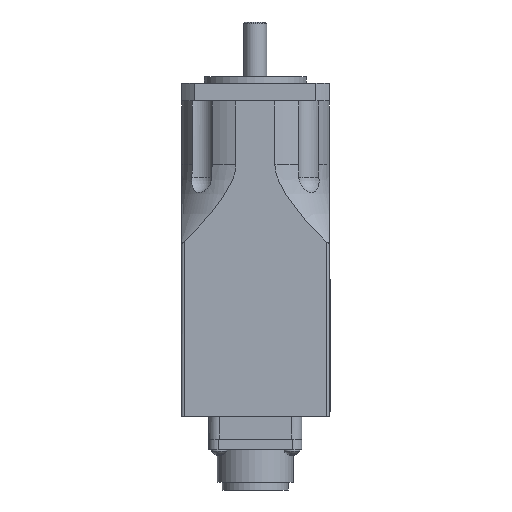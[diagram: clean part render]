
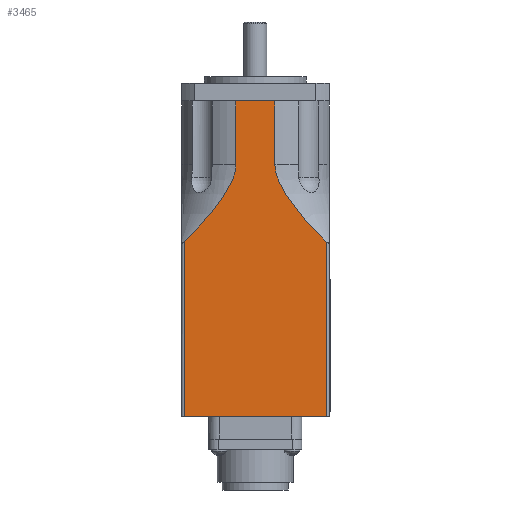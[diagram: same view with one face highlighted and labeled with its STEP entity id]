
A CAD part, front view. The second image highlights one B-rep face of the part: STEP entity #3465.
In plain terms, the highlighted planar face has unit normal (0, -1, 0).
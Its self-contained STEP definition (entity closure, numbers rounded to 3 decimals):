
#3222 = VERTEX_POINT ( 'NONE', #7527 ) ;
#3223 = VERTEX_POINT ( 'NONE', #7526 ) ;
#3232 = EDGE_CURVE ( 'NONE', #3326, #3332, #7750, .T. ) ;
#3312 = EDGE_CURVE ( 'NONE', #3223, #3222, #7786, .T. ) ;
#3326 = VERTEX_POINT ( 'NONE', #7718 ) ;
#3332 = VERTEX_POINT ( 'NONE', #7707 ) ;
#3454 = VERTEX_POINT ( 'NONE', #8253 ) ;
#3456 = EDGE_CURVE ( 'NONE', #3332, #3454, #8227, .T. ) ;
#3461 = EDGE_CURVE ( 'NONE', #3223, #3454, #8400, .T. ) ;
#3465 = ADVANCED_FACE ( 'NONE', ( #8396 ), #8395, .T. ) ;
#3466 = ORIENTED_EDGE ( 'NONE', *, *, #3494, .T. ) ;
#3467 = ORIENTED_EDGE ( 'NONE', *, *, #3468, .T. ) ;
#3468 = EDGE_CURVE ( 'NONE', #3492, #3469, #8321, .T. ) ;
#3469 = VERTEX_POINT ( 'NONE', #8322 ) ;
#3470 = ORIENTED_EDGE ( 'NONE', *, *, #3471, .T. ) ;
#3471 = EDGE_CURVE ( 'NONE', #3469, #3472, #8315, .T. ) ;
#3472 = VERTEX_POINT ( 'NONE', #8311 ) ;
#3473 = ORIENTED_EDGE ( 'NONE', *, *, #3474, .T. ) ;
#3474 = EDGE_CURVE ( 'NONE', #3472, #3326, #8348, .T. ) ;
#3475 = ORIENTED_EDGE ( 'NONE', *, *, #3232, .T. ) ;
#3476 = ORIENTED_EDGE ( 'NONE', *, *, #3456, .T. ) ;
#3492 = VERTEX_POINT ( 'NONE', #8323 ) ;
#3494 = EDGE_CURVE ( 'NONE', #3222, #3492, #8291, .T. ) ;
#3496 = EDGE_LOOP ( 'NONE', ( #3466, #3467, #3470, #3473, #3475, #3476, #3713, #3715 ) ) ;
#3713 = ORIENTED_EDGE ( 'NONE', *, *, #3461, .F. ) ;
#3715 = ORIENTED_EDGE ( 'NONE', *, *, #3312, .T. ) ;
#7526 = CARTESIAN_POINT ( 'NONE',  ( -28., -29., -125. ) ) ;
#7527 = CARTESIAN_POINT ( 'NONE',  ( 28., -29., -125. ) ) ;
#7707 = CARTESIAN_POINT ( 'NONE',  ( -7.681, -29., -26. ) ) ;
#7718 = CARTESIAN_POINT ( 'NONE',  ( -7.681, -29., -1. ) ) ;
#7747 = DIRECTION ( 'NONE',  ( 0., 0., -1. ) ) ;
#7748 = VECTOR ( 'NONE', #7747, 1000. ) ;
#7749 = CARTESIAN_POINT ( 'NONE',  ( -7.681, -29., 22.566 ) ) ;
#7750 = LINE ( 'NONE', #7749, #7748 ) ;
#7783 = DIRECTION ( 'NONE',  ( 1., 0., 0. ) ) ;
#7784 = VECTOR ( 'NONE', #7783, 1000. ) ;
#7785 = CARTESIAN_POINT ( 'NONE',  ( -28., -29., -125. ) ) ;
#7786 = LINE ( 'NONE', #7785, #7784 ) ;
#8227 = B_SPLINE_CURVE_WITH_KNOTS ( 'NONE', 3,
 ( #8422, #8421, #8420, #8419, #8418, #8417, #8416, #8415, #8414, #8413, #8412, #8411, #8410, #8409, #8408, #8407, #8406, #8405, #8404, #8403, #8402, #8401 ),
 .UNSPECIFIED., .F., .F.,
 ( 4, 2, 2, 2, 2, 2, 2, 2, 2, 2, 4 ),
 ( 0.308, 0.309, 0.31, 0.312, 0.315, 0.317, 0.322, 0.326, 0.331, 0.335, 0.345 ),
 .UNSPECIFIED. ) ;
#8253 = CARTESIAN_POINT ( 'NONE',  ( -28., -29., -56.411 ) ) ;
#8280 = DIRECTION ( 'NONE',  ( 0., 0., 1. ) ) ;
#8289 = VECTOR ( 'NONE', #8280, 1000. ) ;
#8290 = CARTESIAN_POINT ( 'NONE',  ( 28., -29., -126. ) ) ;
#8291 = LINE ( 'NONE', #8290, #8289 ) ;
#8293 = CARTESIAN_POINT ( 'NONE',  ( 7.772, -29., -27.576 ) ) ;
#8294 = CARTESIAN_POINT ( 'NONE',  ( 7.825, -29., -27.964 ) ) ;
#8295 = CARTESIAN_POINT ( 'NONE',  ( 8.032, -29., -29.118 ) ) ;
#8296 = CARTESIAN_POINT ( 'NONE',  ( 8.232, -29., -29.875 ) ) ;
#8297 = CARTESIAN_POINT ( 'NONE',  ( 8.602, -29., -30.995 ) ) ;
#8298 = CARTESIAN_POINT ( 'NONE',  ( 8.738, -29., -31.366 ) ) ;
#8299 = CARTESIAN_POINT ( 'NONE',  ( 9.027, -29., -32.099 ) ) ;
#8300 = CARTESIAN_POINT ( 'NONE',  ( 9.18, -29., -32.461 ) ) ;
#8301 = CARTESIAN_POINT ( 'NONE',  ( 9.662, -29., -33.534 ) ) ;
#8302 = CARTESIAN_POINT ( 'NONE',  ( 10.012, -29., -34.234 ) ) ;
#8303 = CARTESIAN_POINT ( 'NONE',  ( 10.754, -29., -35.613 ) ) ;
#8304 = CARTESIAN_POINT ( 'NONE',  ( 11.145, -29., -36.291 ) ) ;
#8305 = CARTESIAN_POINT ( 'NONE',  ( 11.959, -29., -37.631 ) ) ;
#8306 = CARTESIAN_POINT ( 'NONE',  ( 12.382, -29., -38.294 ) ) ;
#8307 = CARTESIAN_POINT ( 'NONE',  ( 13.682, -29., -40.254 ) ) ;
#8308 = CARTESIAN_POINT ( 'NONE',  ( 14.588, -29., -41.521 ) ) ;
#8309 = CARTESIAN_POINT ( 'NONE',  ( 16.457, -29., -44. ) ) ;
#8310 = CARTESIAN_POINT ( 'NONE',  ( 17.421, -29., -45.212 ) ) ;
#8311 = CARTESIAN_POINT ( 'NONE',  ( 7.681, -29., -1. ) ) ;
#8312 = DIRECTION ( 'NONE',  ( 0., 0., 1. ) ) ;
#8313 = VECTOR ( 'NONE', #8312, 1000. ) ;
#8314 = CARTESIAN_POINT ( 'NONE',  ( 7.681, -29., 22.566 ) ) ;
#8315 = LINE ( 'NONE', #8314, #8313 ) ;
#8316 = CARTESIAN_POINT ( 'NONE',  ( 19.399, -29., -47.585 ) ) ;
#8317 = CARTESIAN_POINT ( 'NONE',  ( 20.414, -29., -48.746 ) ) ;
#8318 = CARTESIAN_POINT ( 'NONE',  ( 23.534, -29., -52.159 ) ) ;
#8319 = CARTESIAN_POINT ( 'NONE',  ( 25.713, -29., -54.337 ) ) ;
#8320 = CARTESIAN_POINT ( 'NONE',  ( 28., -29., -56.411 ) ) ;
#8321 = B_SPLINE_CURVE_WITH_KNOTS ( 'NONE', 3,
 ( #8320, #8319, #8318, #8317, #8316, #8310, #8309, #8308, #8307, #8306, #8305, #8304, #8303, #8302, #8301, #8300, #8299, #8298, #8297, #8296, #8295, #8294, #8293, #8351, #8350, #8349 ),
 .UNSPECIFIED., .F., .F.,
 ( 4, 2, 2, 2, 2, 2, 2, 2, 2, 2, 2, 2, 4 ),
 ( 0.317, 0.327, 0.331, 0.336, 0.341, 0.343, 0.345, 0.348, 0.349, 0.35, 0.352, 0.354, 0.355 ),
 .UNSPECIFIED. ) ;
#8322 = CARTESIAN_POINT ( 'NONE',  ( 7.681, -29., -26. ) ) ;
#8323 = CARTESIAN_POINT ( 'NONE',  ( 28., -29., -56.411 ) ) ;
#8345 = DIRECTION ( 'NONE',  ( -1., 0., 0. ) ) ;
#8346 = VECTOR ( 'NONE', #8345, 1000. ) ;
#8347 = CARTESIAN_POINT ( 'NONE',  ( -28., -29., -1. ) ) ;
#8348 = LINE ( 'NONE', #8347, #8346 ) ;
#8349 = CARTESIAN_POINT ( 'NONE',  ( 7.681, -29., -26. ) ) ;
#8350 = CARTESIAN_POINT ( 'NONE',  ( 7.681, -29., -26.394 ) ) ;
#8351 = CARTESIAN_POINT ( 'NONE',  ( 7.7, -29., -26.792 ) ) ;
#8391 = DIRECTION ( 'NONE',  ( 1., 0., 0. ) ) ;
#8392 = DIRECTION ( 'NONE',  ( 0., -1., 0. ) ) ;
#8393 = CARTESIAN_POINT ( 'NONE',  ( -28., -29., -126. ) ) ;
#8394 = AXIS2_PLACEMENT_3D ( 'NONE', #8393, #8392, #8391 ) ;
#8395 = PLANE ( 'NONE',  #8394 ) ;
#8396 = FACE_OUTER_BOUND ( 'NONE', #3496, .T. ) ;
#8397 = DIRECTION ( 'NONE',  ( 0., 0., 1. ) ) ;
#8398 = VECTOR ( 'NONE', #8397, 1000. ) ;
#8399 = CARTESIAN_POINT ( 'NONE',  ( -28., -29., -126. ) ) ;
#8400 = LINE ( 'NONE', #8399, #8398 ) ;
#8401 = CARTESIAN_POINT ( 'NONE',  ( -28., -29., -56.411 ) ) ;
#8402 = CARTESIAN_POINT ( 'NONE',  ( -25.719, -29., -54.343 ) ) ;
#8403 = CARTESIAN_POINT ( 'NONE',  ( -23.531, -29., -52.157 ) ) ;
#8404 = CARTESIAN_POINT ( 'NONE',  ( -20.382, -29., -48.71 ) ) ;
#8405 = CARTESIAN_POINT ( 'NONE',  ( -19.354, -29., -47.532 ) ) ;
#8406 = CARTESIAN_POINT ( 'NONE',  ( -17.363, -29., -45.14 ) ) ;
#8407 = CARTESIAN_POINT ( 'NONE',  ( -16.397, -29., -43.923 ) ) ;
#8408 = CARTESIAN_POINT ( 'NONE',  ( -14.532, -29., -41.445 ) ) ;
#8409 = CARTESIAN_POINT ( 'NONE',  ( -13.633, -29., -40.182 ) ) ;
#8410 = CARTESIAN_POINT ( 'NONE',  ( -11.922, -29., -37.598 ) ) ;
#8411 = CARTESIAN_POINT ( 'NONE',  ( -11.11, -29., -36.276 ) ) ;
#8412 = CARTESIAN_POINT ( 'NONE',  ( -10.003, -29., -34.216 ) ) ;
#8413 = CARTESIAN_POINT ( 'NONE',  ( -9.653, -29., -33.516 ) ) ;
#8414 = CARTESIAN_POINT ( 'NONE',  ( -9.01, -29., -32.081 ) ) ;
#8415 = CARTESIAN_POINT ( 'NONE',  ( -8.72, -29., -31.353 ) ) ;
#8416 = CARTESIAN_POINT ( 'NONE',  ( -8.231, -29., -29.872 ) ) ;
#8417 = CARTESIAN_POINT ( 'NONE',  ( -8.032, -29., -29.119 ) ) ;
#8418 = CARTESIAN_POINT ( 'NONE',  ( -7.825, -29., -27.961 ) ) ;
#8419 = CARTESIAN_POINT ( 'NONE',  ( -7.771, -29., -27.568 ) ) ;
#8420 = CARTESIAN_POINT ( 'NONE',  ( -7.699, -29., -26.782 ) ) ;
#8421 = CARTESIAN_POINT ( 'NONE',  ( -7.681, -29., -26.391 ) ) ;
#8422 = CARTESIAN_POINT ( 'NONE',  ( -7.681, -29., -26. ) ) ;
